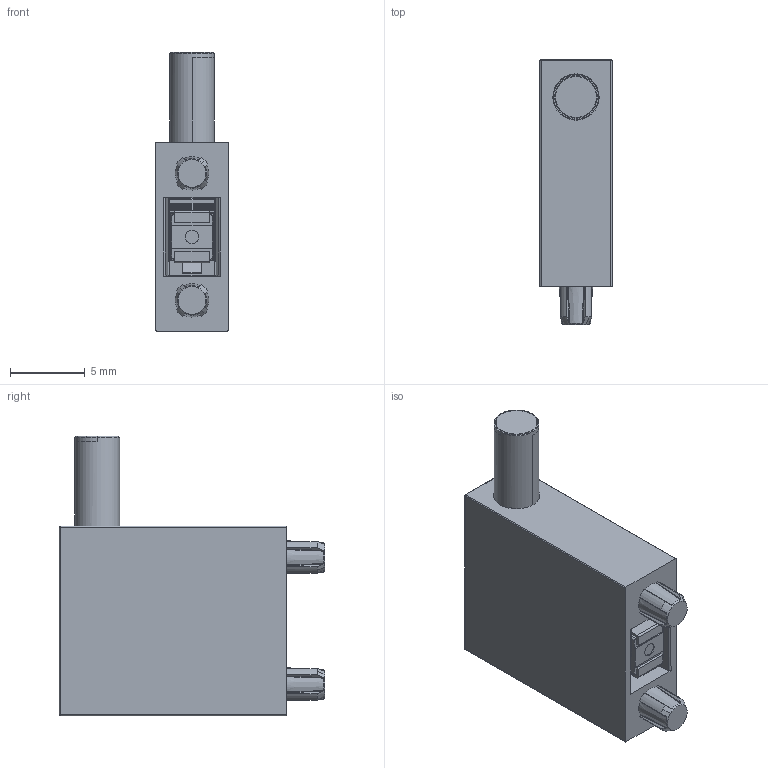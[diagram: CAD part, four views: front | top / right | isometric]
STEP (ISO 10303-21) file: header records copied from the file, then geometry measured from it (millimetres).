
FILE_DESCRIPTION((''),'2;1');
FILE_NAME('51512550319F_SW0001','2022-06-09T11:58:45',('ldichoso'),(''),'CREO PARAMETRIC BY PTC INC, 2021304','CREO PARAMETRIC BY PTC INC, 2021304','');
FILE_SCHEMA(('CONFIG_CONTROL_DESIGN'));
Length unit declared in the file: inch
Products named in the file (1): 51512550319F_SW0001
Bounding box: 4.83 x 17.78 x 18.71 mm (x, y, z)
Volume: 712.7 mm3; surface area: 1369.6 mm2
Topology: 2 solids, 2 shells, 526 faces, 1537 edges, 1014 vertices
Faces by surface type: cylinder 340, plane 149, bspline 16, cone 14, sphere 4, torus 2, extrusion 1
Entity records: 18546 total; most frequent: CARTESIAN_POINT 4114, DIRECTION 3162, ORIENTED_EDGE 3074, EDGE_CURVE 1537, AXIS2_PLACEMENT_3D 1215, VERTEX_POINT 1014, VECTOR 732, LINE 731
